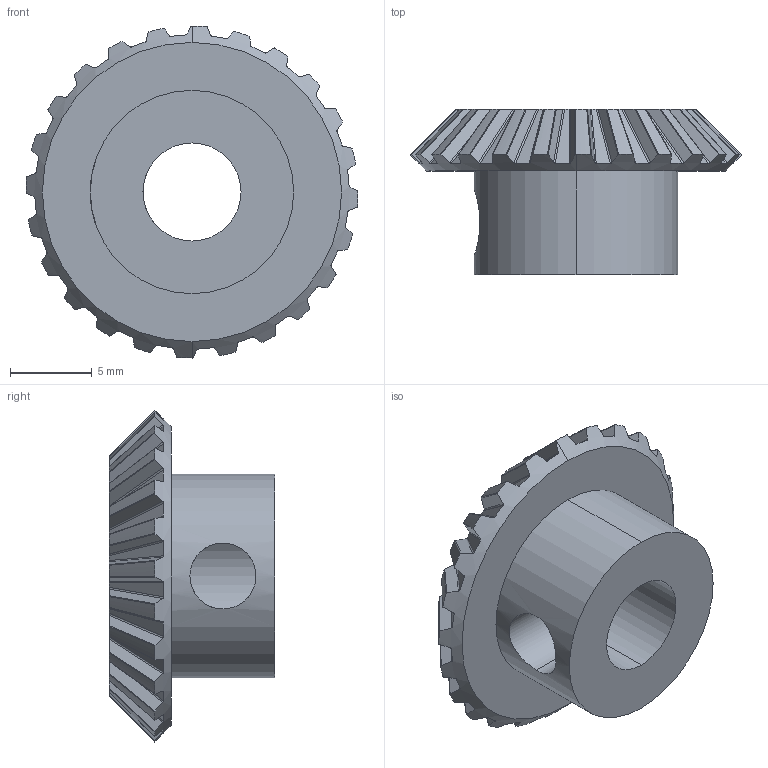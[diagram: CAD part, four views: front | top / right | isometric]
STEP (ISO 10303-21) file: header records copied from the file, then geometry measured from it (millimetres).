
FILE_DESCRIPTION (( 'STEP AP203' ), '1' );
FILE_NAME ('615406.STEP', '2014-07-22T21:25:24', ( 'Kyle' ), ( 'Microsoft' ), 'SwSTEP 2.0', 'SolidWorks 2014', '' );
FILE_SCHEMA (( 'CONFIG_CONTROL_DESIGN' ));
Length unit declared in the file: inch
Products named in the file (1): 615406
Bounding box: 20.32 x 10.13 x 20.32 mm (x, y, z)
Volume: 1330.9 mm3; surface area: 1202.5 mm2
Topology: 1 solids, 1 shells, 204 faces, 602 edges, 401 vertices
Faces by surface type: bspline 96, cone 51, plane 51, cylinder 6
Entity records: 11366 total; most frequent: CARTESIAN_POINT 6916, ORIENTED_EDGE 1204, EDGE_CURVE 602, DIRECTION 517, VERTEX_POINT 401, B_SPLINE_CURVE_WITH_KNOTS 376, EDGE_LOOP 209, ADVANCED_FACE 204
